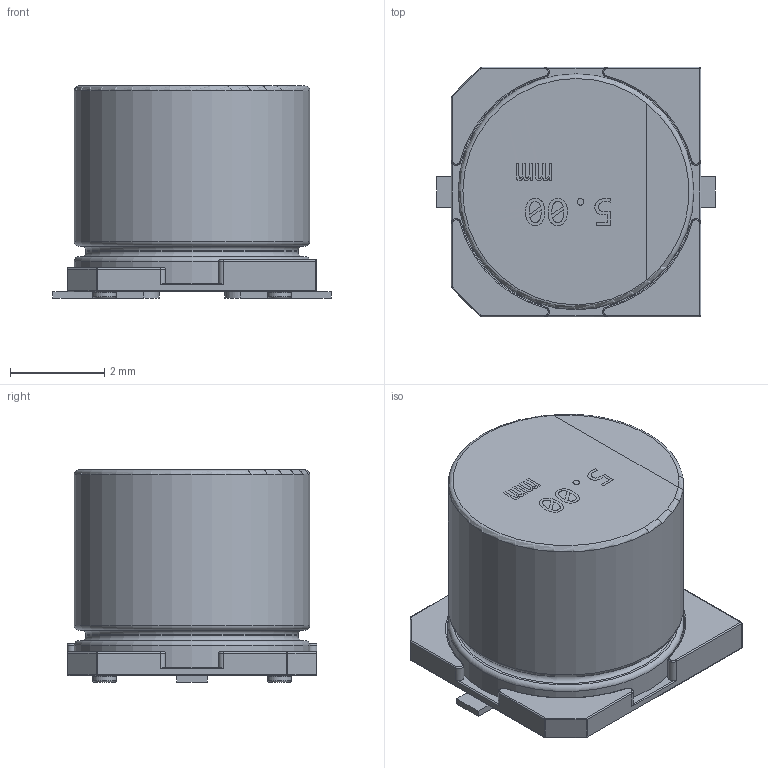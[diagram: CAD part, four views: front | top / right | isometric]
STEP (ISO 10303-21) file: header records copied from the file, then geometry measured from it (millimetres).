
FILE_DESCRIPTION(/* description */ (''),/* implementation_level */ '2;1');
FILE_NAME(/* name */ 'CAP SMT ALPOLY D5.00 H4.50 S5.30.step',/* time_stamp */ '2020-11-17T22:36:34+02:00',/* author */ (''),/* organization */ (''),/* preprocessor_version */ 'ST-DEVELOPER v18.1',/* originating_system */ 'Autodesk Translation Framework v9.3.0.1241',/* authorisation */ '');
FILE_SCHEMA (('AUTOMOTIVE_DESIGN { 1 0 10303 214 3 1 1 }'));
Length unit declared in the file: millimetre
Products named in the file (1): Model - SMT CAP POLY
Bounding box: 5.9 x 5.3 x 4.5 mm (x, y, z)
Volume: 89.6 mm3; surface area: 143.1 mm2
Topology: 1 solids, 1 shells, 124 faces, 448 edges, 343 vertices
Faces by surface type: cylinder 47, plane 40, torus 25, sphere 12
Full cylindrical faces by diameter (mm): 0.5 x4, 4.5 x1, 5 x2
Entity records: 5439 total; most frequent: CARTESIAN_POINT 1604, ORIENTED_EDGE 896, DIRECTION 668, EDGE_CURVE 448, VERTEX_POINT 343, AXIS2_PLACEMENT_3D 265, B_SPLINE_CURVE_WITH_KNOTS 170, EDGE_LOOP 141
